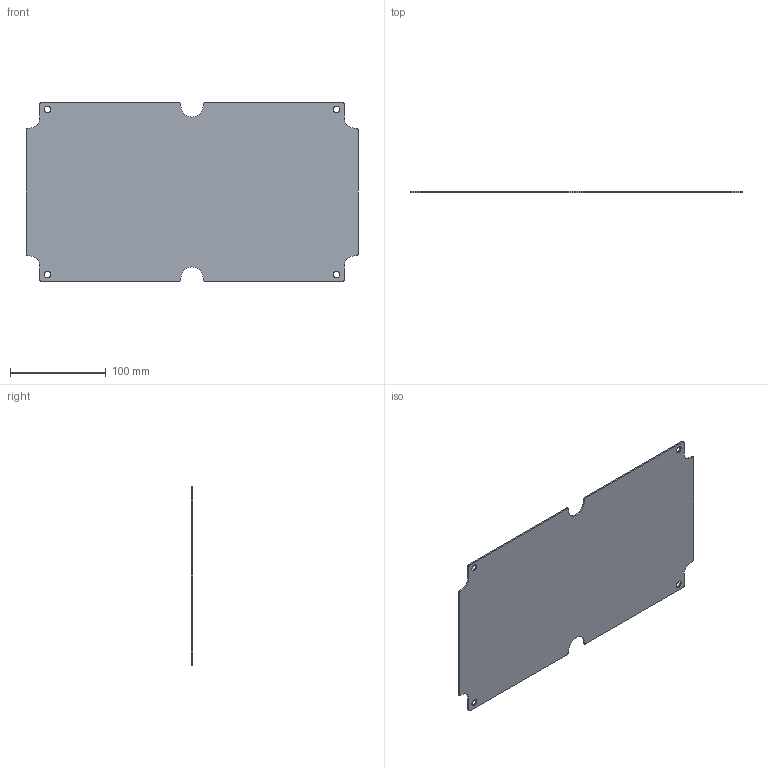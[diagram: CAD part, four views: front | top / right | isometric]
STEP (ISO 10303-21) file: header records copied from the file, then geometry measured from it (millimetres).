
FILE_DESCRIPTION (( 'STEP AP214' ), '1' );
FILE_NAME ('WX-50P.STEP', '2012-04-30T15:24:10', ( 'Designer2010' ), ( '' ), 'SwSTEP 2.0', 'SolidWorks 2012', '' );
FILE_SCHEMA (( 'AUTOMOTIVE_DESIGN' ));
Length unit declared in the file: inch
Products named in the file (1): WX-50P
Bounding box: 346.71 x 1.5 x 186.59 mm (x, y, z)
Volume: 93771.1 mm3; surface area: 126777.9 mm2
Topology: 1 solids, 1 shells, 42 faces, 120 edges, 80 vertices
Faces by surface type: cylinder 22, plane 20
Full cylindrical faces by diameter (mm): 7 x4
Entity records: 1424 total; most frequent: DIRECTION 246, CARTESIAN_POINT 239, ORIENTED_EDGE 232, EDGE_CURVE 116, AXIS2_PLACEMENT_3D 87, VERTEX_POINT 80, LINE 72, VECTOR 72
